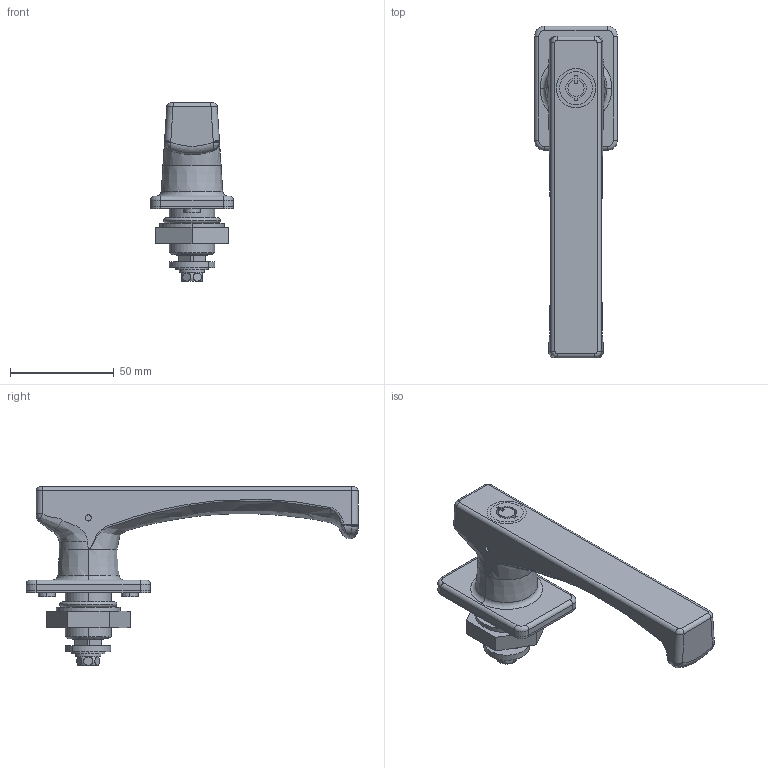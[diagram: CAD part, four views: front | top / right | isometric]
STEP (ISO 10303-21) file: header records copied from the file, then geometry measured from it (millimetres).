
FILE_DESCRIPTION (( 'STEP AP203' ), '1' );
FILE_NAME ('sone3D.STEP', '2013-07-10T06:06:11', ( '' ), ( '' ), 'SwSTEP 2.0', 'SolidWorks 2012', '' );
FILE_SCHEMA (( 'CONFIG_CONTROL_DESIGN' ));
Length unit declared in the file: millimetre
Products named in the file (12): sone3D; ばね座金M6_JIS B 1251 No.2 6; 暯儚僢僔儍乕M6暲娵_M6-冇16亊冇6.3亊t1.0; 廫帤寠晅偒榋妏儃儖僩M6_M6亊16; A-1138-1僗儁乕僒乕_; A-1138-1六角ナット_; A-1138-1儕儞僌儚僢僔儍乕_; A-1138-1パッキン_; A-1138-1-1儘乕僞乕_; A-1138-1軸__A-1138-1軸_; A-1138-1ƒnƒ“ƒhƒ‹__A-1138-1-1ƒnƒ“ƒhƒ‹_; A-1138-1角座__A-1138-1角座_
Assembly tree (11 placements, depth 2):
  sone3D
    A-1138-1角座__A-1138-1角座_
    A-1138-1ƒnƒ“ƒhƒ‹__A-1138-1-1ƒnƒ“ƒhƒ‹_
    A-1138-1軸__A-1138-1軸_
    A-1138-1-1儘乕僞乕_
    A-1138-1パッキン_
    A-1138-1儕儞僌儚僢僔儍乕_
    A-1138-1六角ナット_
    A-1138-1僗儁乕僒乕_
    廫帤寠晅偒榋妏儃儖僩M6_M6亊16
    暯儚僢僔儍乕M6暲娵_M6-冇16亊冇6.3亊t1.0
    ばね座金M6_JIS B 1251 No.2 6
Bounding box: 40 x 160 x 86 mm (x, y, z)
Volume: 64673.2 mm3; surface area: 54125.4 mm2
Topology: 11 solids, 11 shells, 342 faces, 817 edges, 511 vertices
Faces by surface type: plane 134, cylinder 123, bspline 46, torus 25, cone 14
Entity records: 21078 total; most frequent: CARTESIAN_POINT 12101, ORIENTED_EDGE 1618, DIRECTION 1580, EDGE_CURVE 809, AXIS2_PLACEMENT_3D 616, VERTEX_POINT 511, EDGE_LOOP 388, VECTOR 348
